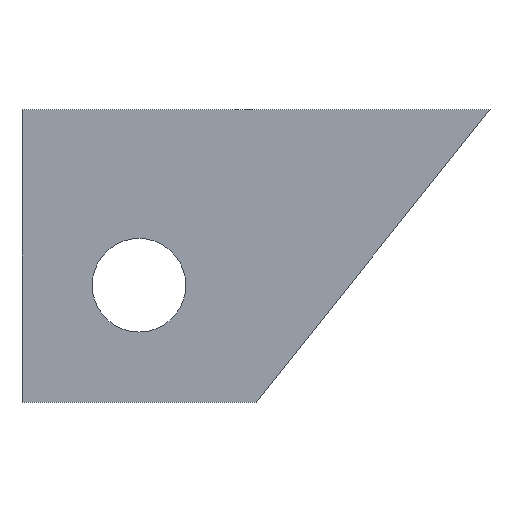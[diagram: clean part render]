
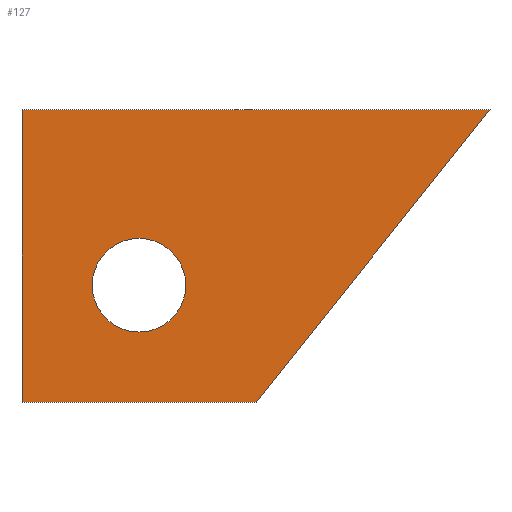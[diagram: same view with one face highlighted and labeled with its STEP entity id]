
A CAD part, left-side view. The second image highlights one B-rep face of the part: STEP entity #127.
In plain terms, the highlighted planar face has unit normal (-1, 0, 0).
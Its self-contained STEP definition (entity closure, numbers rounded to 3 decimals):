
#16=FACE_BOUND('',#33,.T.);
#18=CIRCLE('',#147,4.);
#24=FACE_OUTER_BOUND('',#32,.T.);
#32=EDGE_LOOP('',(#104,#105,#106,#107));
#33=EDGE_LOOP('',(#108));
#38=LINE('',#194,#51);
#46=LINE('',#213,#59);
#47=LINE('',#215,#60);
#48=LINE('',#216,#61);
#51=VECTOR('',#159,10.);
#59=VECTOR('',#177,10.);
#60=VECTOR('',#180,10.);
#61=VECTOR('',#181,10.);
#64=VERTEX_POINT('',#191);
#65=VERTEX_POINT('',#193);
#67=VERTEX_POINT('',#199);
#70=VERTEX_POINT('',#209);
#71=VERTEX_POINT('',#211);
#74=EDGE_CURVE('',#64,#65,#38,.T.);
#78=EDGE_CURVE('',#67,#67,#18,.T.);
#84=EDGE_CURVE('',#70,#71,#46,.T.);
#85=EDGE_CURVE('',#70,#64,#47,.T.);
#86=EDGE_CURVE('',#65,#71,#48,.T.);
#104=ORIENTED_EDGE('',*,*,#85,.F.);
#105=ORIENTED_EDGE('',*,*,#84,.T.);
#106=ORIENTED_EDGE('',*,*,#86,.F.);
#107=ORIENTED_EDGE('',*,*,#74,.F.);
#108=ORIENTED_EDGE('',*,*,#78,.T.);
#120=PLANE('',#150);
#127=ADVANCED_FACE('',(#24,#16),#120,.T.);
#147=AXIS2_PLACEMENT_3D('',#201,#166,#167);
#150=AXIS2_PLACEMENT_3D('',#214,#178,#179);
#159=DIRECTION('',(0.,0.625,-0.781));
#166=DIRECTION('center_axis',(1.,0.,0.));
#167=DIRECTION('ref_axis',(0.,1.,0.));
#177=DIRECTION('',(0.,0.,-1.));
#178=DIRECTION('center_axis',(-1.,0.,0.));
#179=DIRECTION('ref_axis',(0.,1.,0.));
#180=DIRECTION('',(0.,-1.,0.));
#181=DIRECTION('',(0.,1.,0.));
#191=CARTESIAN_POINT('',(-25.,12.,-15.));
#193=CARTESIAN_POINT('',(-25.,32.,-40.));
#194=CARTESIAN_POINT('',(-25.,20.902,-26.128));
#199=CARTESIAN_POINT('',(-25.,38.,-30.));
#201=CARTESIAN_POINT('Origin',(-25.,42.,-30.));
#209=CARTESIAN_POINT('',(-25.,52.,-15.));
#211=CARTESIAN_POINT('',(-25.,52.,-40.));
#213=CARTESIAN_POINT('',(-25.,52.,-15.));
#214=CARTESIAN_POINT('Origin',(-25.,32.,-15.));
#215=CARTESIAN_POINT('',(-25.,32.,-15.));
#216=CARTESIAN_POINT('',(-25.,37.,-40.));
